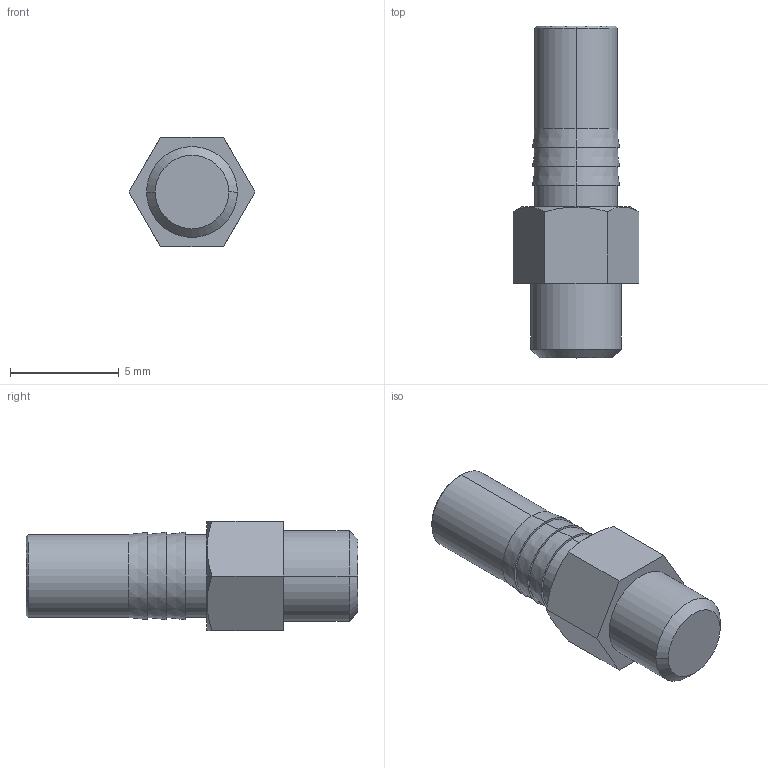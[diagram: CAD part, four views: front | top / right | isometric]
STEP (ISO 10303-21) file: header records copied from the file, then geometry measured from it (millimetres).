
FILE_DESCRIPTION((''),'2;1');
FILE_NAME('00112060402BJV','2020-02-04T',('presta_be4'),(''),'CREO PARAMETRIC BY PTC INC, 2018360','CREO PARAMETRIC BY PTC INC, 2018360','');
FILE_SCHEMA(('CONFIG_CONTROL_DESIGN'));
Length unit declared in the file: millimetre
Products named in the file (1): 00112060402BJV
Bounding box: 5.78 x 15.24 x 5.01 mm (x, y, z)
Volume: 171.3 mm3; surface area: 399.9 mm2
Topology: 1 solids, 2 shells, 108 faces, 270 edges, 175 vertices
Faces by surface type: plane 52, cylinder 28, cone 28
Entity records: 3592 total; most frequent: CARTESIAN_POINT 907, DIRECTION 574, ORIENTED_EDGE 536, EDGE_CURVE 268, AXIS2_PLACEMENT_3D 220, VERTEX_POINT 175, VECTOR 134, LINE 134
